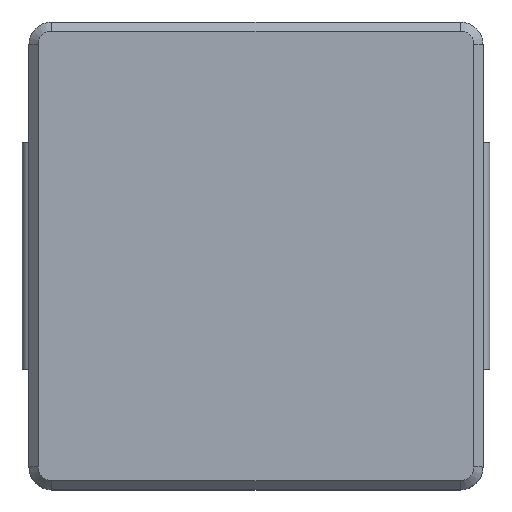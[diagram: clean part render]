
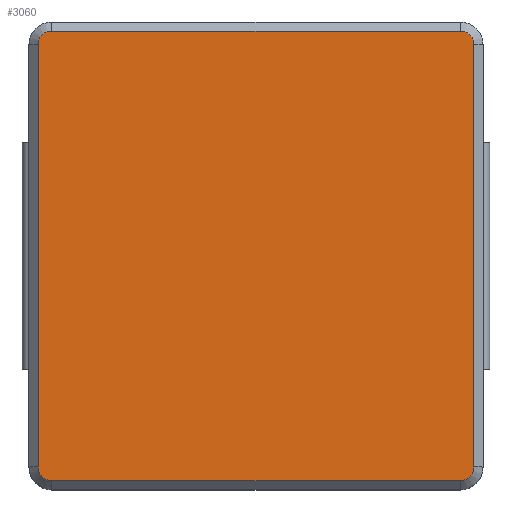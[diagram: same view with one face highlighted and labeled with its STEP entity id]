
A CAD part, top view. The second image highlights one B-rep face of the part: STEP entity #3060.
In plain terms, the highlighted planar face has unit normal (0, 0, 1).
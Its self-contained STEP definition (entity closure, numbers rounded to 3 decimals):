
#136 = AXIS2_PLACEMENT_3D ( 'NONE', #11698, #391, #7290 ) ;
#239 = VECTOR ( 'NONE', #496, 1000. ) ;
#344 = CARTESIAN_POINT ( 'NONE',  ( -4.5, 4.65, 3.9 ) ) ;
#391 = DIRECTION ( 'NONE',  ( 0., 0., 1. ) ) ;
#403 = EDGE_CURVE ( 'NONE', #6513, #14436, #8050, .T. ) ;
#496 = DIRECTION ( 'NONE',  ( -1., 0., 0. ) ) ;
#717 = VECTOR ( 'NONE', #10984, 1000. ) ;
#842 = DIRECTION ( 'NONE',  ( 0., 1., 0. ) ) ;
#1403 = DIRECTION ( 'NONE',  ( 0., 0., 1. ) ) ;
#1911 = EDGE_CURVE ( 'NONE', #12648, #6513, #13285, .T. ) ;
#2354 = CARTESIAN_POINT ( 'NONE',  ( 4.8, 4.65, 3.9 ) ) ;
#2374 = EDGE_CURVE ( 'NONE', #3390, #12648, #14904, .T. ) ;
#2391 = AXIS2_PLACEMENT_3D ( 'NONE', #12489, #3347, #11628 ) ;
#2501 = CARTESIAN_POINT ( 'NONE',  ( -4.5, -4.95, 3.9 ) ) ;
#2810 = DIRECTION ( 'NONE',  ( -1., 0., 0. ) ) ;
#2854 = DIRECTION ( 'NONE',  ( -1., 0., 0. ) ) ;
#2860 = ORIENTED_EDGE ( 'NONE', *, *, #13694, .T. ) ;
#2940 = CARTESIAN_POINT ( 'NONE',  ( 4.8, 0., 3.9 ) ) ;
#3046 = EDGE_LOOP ( 'NONE', ( #4020, #13352, #12342, #3667, #3827, #10069, #4763, #2860 ) ) ;
#3060 = ADVANCED_FACE ( 'NONE', ( #7823 ), #3991, .F. ) ;
#3347 = DIRECTION ( 'NONE',  ( 0., 0., 1. ) ) ;
#3386 = CARTESIAN_POINT ( 'NONE',  ( -4.5, 4.95, 3.9 ) ) ;
#3390 = VERTEX_POINT ( 'NONE', #14302 ) ;
#3496 = DIRECTION ( 'NONE',  ( 1., 0., 0. ) ) ;
#3667 = ORIENTED_EDGE ( 'NONE', *, *, #403, .T. ) ;
#3710 = CIRCLE ( 'NONE', #8743, 0.3 ) ;
#3827 = ORIENTED_EDGE ( 'NONE', *, *, #14294, .T. ) ;
#3991 = PLANE ( 'NONE',  #10471 ) ;
#4020 = ORIENTED_EDGE ( 'NONE', *, *, #6549, .T. ) ;
#4146 = VECTOR ( 'NONE', #842, 1000. ) ;
#4360 = EDGE_CURVE ( 'NONE', #12203, #11645, #3710, .T. ) ;
#4661 = CARTESIAN_POINT ( 'NONE',  ( 4.8, -4.65, 3.9 ) ) ;
#4763 = ORIENTED_EDGE ( 'NONE', *, *, #9803, .T. ) ;
#5059 = DIRECTION ( 'NONE',  ( -1., 0., 0. ) ) ;
#5090 = VERTEX_POINT ( 'NONE', #12121 ) ;
#6216 = CARTESIAN_POINT ( 'NONE',  ( -4.8, 0., 3.9 ) ) ;
#6513 = VERTEX_POINT ( 'NONE', #2354 ) ;
#6549 = EDGE_CURVE ( 'NONE', #6704, #3390, #7842, .T. ) ;
#6704 = VERTEX_POINT ( 'NONE', #2501 ) ;
#7172 = LINE ( 'NONE', #9450, #239 ) ;
#7290 = DIRECTION ( 'NONE',  ( -1., 0., 0. ) ) ;
#7823 = FACE_OUTER_BOUND ( 'NONE', #3046, .T. ) ;
#7842 = LINE ( 'NONE', #10344, #14860 ) ;
#8050 = CIRCLE ( 'NONE', #136, 0.3 ) ;
#8128 = CARTESIAN_POINT ( 'NONE',  ( 4.5, 4.95, 3.9 ) ) ;
#8743 = AXIS2_PLACEMENT_3D ( 'NONE', #344, #1403, #5059 ) ;
#8875 = CIRCLE ( 'NONE', #2391, 0.3 ) ;
#9450 = CARTESIAN_POINT ( 'NONE',  ( 0., 4.95, 3.9 ) ) ;
#9635 = CARTESIAN_POINT ( 'NONE',  ( 0., 0., 3.9 ) ) ;
#9663 = CARTESIAN_POINT ( 'NONE',  ( 4.5, -4.65, 3.9 ) ) ;
#9803 = EDGE_CURVE ( 'NONE', #11645, #5090, #14467, .T. ) ;
#9950 = CARTESIAN_POINT ( 'NONE',  ( -4.8, 4.65, 3.9 ) ) ;
#10069 = ORIENTED_EDGE ( 'NONE', *, *, #4360, .T. ) ;
#10344 = CARTESIAN_POINT ( 'NONE',  ( 0., -4.95, 3.9 ) ) ;
#10471 = AXIS2_PLACEMENT_3D ( 'NONE', #9635, #12992, #2854 ) ;
#10984 = DIRECTION ( 'NONE',  ( 0., -1., 0. ) ) ;
#11272 = AXIS2_PLACEMENT_3D ( 'NONE', #9663, #13151, #2810 ) ;
#11628 = DIRECTION ( 'NONE',  ( -1., 0., 0. ) ) ;
#11645 = VERTEX_POINT ( 'NONE', #9950 ) ;
#11698 = CARTESIAN_POINT ( 'NONE',  ( 4.5, 4.65, 3.9 ) ) ;
#12121 = CARTESIAN_POINT ( 'NONE',  ( -4.8, -4.65, 3.9 ) ) ;
#12203 = VERTEX_POINT ( 'NONE', #3386 ) ;
#12342 = ORIENTED_EDGE ( 'NONE', *, *, #1911, .T. ) ;
#12489 = CARTESIAN_POINT ( 'NONE',  ( -4.5, -4.65, 3.9 ) ) ;
#12648 = VERTEX_POINT ( 'NONE', #4661 ) ;
#12992 = DIRECTION ( 'NONE',  ( 0., 0., -1. ) ) ;
#13151 = DIRECTION ( 'NONE',  ( 0., 0., 1. ) ) ;
#13285 = LINE ( 'NONE', #2940, #4146 ) ;
#13352 = ORIENTED_EDGE ( 'NONE', *, *, #2374, .T. ) ;
#13694 = EDGE_CURVE ( 'NONE', #5090, #6704, #8875, .T. ) ;
#14294 = EDGE_CURVE ( 'NONE', #14436, #12203, #7172, .T. ) ;
#14302 = CARTESIAN_POINT ( 'NONE',  ( 4.5, -4.95, 3.9 ) ) ;
#14436 = VERTEX_POINT ( 'NONE', #8128 ) ;
#14467 = LINE ( 'NONE', #6216, #717 ) ;
#14860 = VECTOR ( 'NONE', #3496, 1000. ) ;
#14904 = CIRCLE ( 'NONE', #11272, 0.3 ) ;
